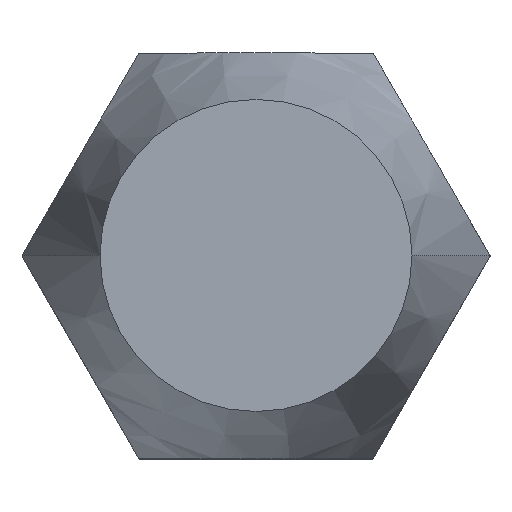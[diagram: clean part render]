
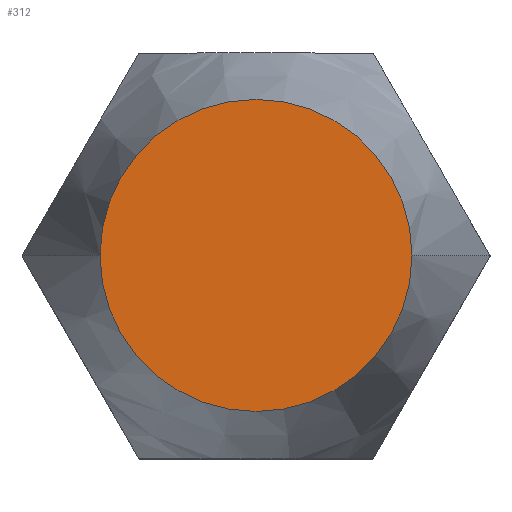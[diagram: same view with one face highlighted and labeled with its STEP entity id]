
A CAD part, top view. The second image highlights one B-rep face of the part: STEP entity #312.
In plain terms, the highlighted planar face has unit normal (0, 0, 1).
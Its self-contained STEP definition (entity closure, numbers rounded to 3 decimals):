
#220=EDGE_CURVE('',#350,#328,#498,.T.);
#234=EDGE_CURVE('',#328,#350,#514,.T.);
#312=ADVANCED_FACE('',(#598),#599,.T.);
#328=VERTEX_POINT('',#617);
#350=VERTEX_POINT('',#641);
#498=CIRCLE('',#825,5.0);
#514=CIRCLE('',#844,5.0);
#598=FACE_OUTER_BOUND('',#977,.T.);
#599=PLANE('',#978);
#617=CARTESIAN_POINT('',(5.,0.,15.0));
#641=CARTESIAN_POINT('',(-5.,0.,15.0));
#825=AXIS2_PLACEMENT_3D('',#1234,#1235,#1236);
#844=AXIS2_PLACEMENT_3D('',#1260,#1261,#1262);
#977=EDGE_LOOP('',(#1349,#1350));
#978=AXIS2_PLACEMENT_3D('',#1351,#1352,#1353);
#1234=CARTESIAN_POINT('',(0.,0.,15.0));
#1235=DIRECTION('',(0.0,0.0,1.0));
#1236=DIRECTION('',(-1.0,0.,0.0));
#1260=CARTESIAN_POINT('',(0.,0.,15.0));
#1261=DIRECTION('',(0.0,0.0,1.0));
#1262=DIRECTION('',(-1.0,0.,0.0));
#1349=ORIENTED_EDGE('',*,*,#220,.T.);
#1350=ORIENTED_EDGE('',*,*,#234,.T.);
#1351=CARTESIAN_POINT('',(-2.5,0.,15.0));
#1352=DIRECTION('',(0.0,0.0,1.0));
#1353=DIRECTION('',(-1.0,0.,0.0));
